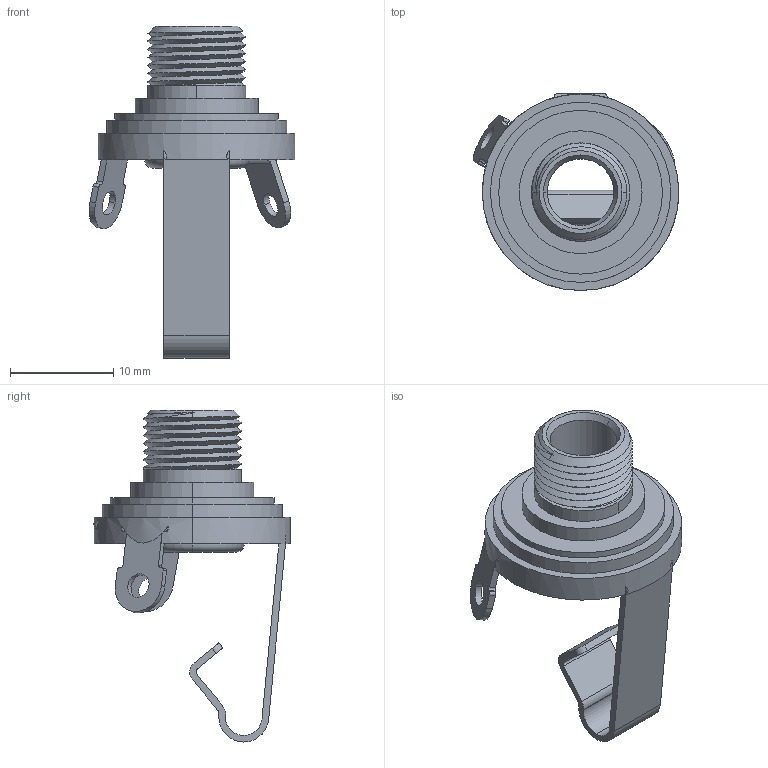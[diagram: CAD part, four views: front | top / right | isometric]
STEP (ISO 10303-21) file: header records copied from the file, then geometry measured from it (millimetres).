
FILE_DESCRIPTION(('FreeCAD Model'),'2;1');
FILE_NAME('11002.step','2019-02-17T23:35:18',( 'kicad StepUp'),('ksu MCAD'),'Open CASCADE STEP processor 7.2', 'FreeCAD','Unknown');
FILE_SCHEMA(('AUTOMOTIVE_DESIGN { 1 0 10303 214 1 1 1 1 }'));
Length unit declared in the file: millimetre
Products named in the file (1): 11002
Bounding box: 19.94 x 19.11 x 32.18 mm (x, y, z)
Volume: 1553.4 mm3; surface area: 1966.3 mm2
Topology: 1 solids, 1 shells, 103 faces, 286 edges, 194 vertices
Faces by surface type: cylinder 48, plane 44, cone 5, bspline 4, torus 2
Entity records: 5410 total; most frequent: CARTESIAN_POINT 2745, ORIENTED_EDGE 572, DIRECTION 531, EDGE_CURVE 286, AXIS2_PLACEMENT_3D 198, VERTEX_POINT 194, LINE 135, VECTOR 135
